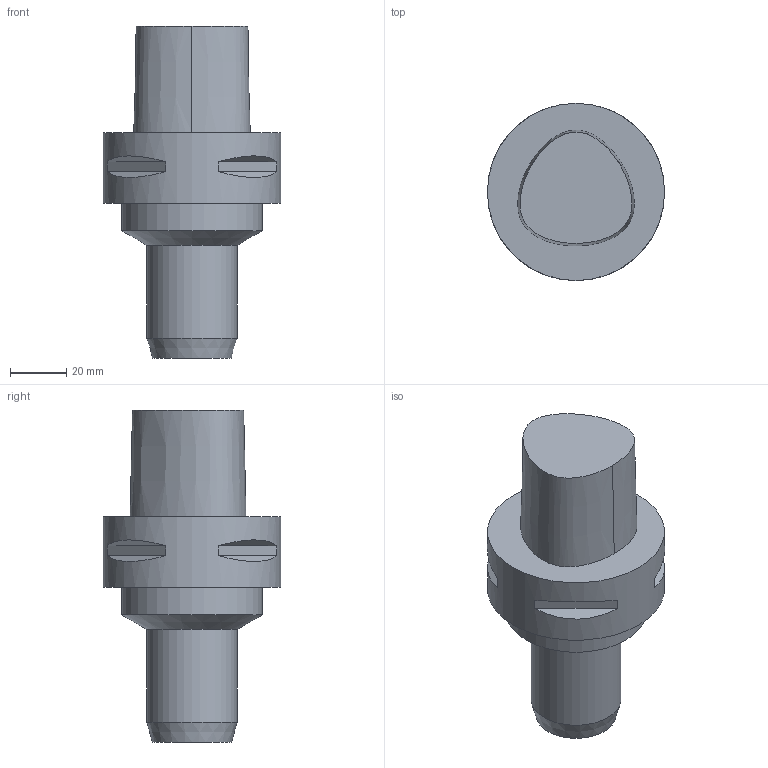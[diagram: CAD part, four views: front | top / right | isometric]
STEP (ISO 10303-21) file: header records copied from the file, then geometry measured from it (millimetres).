
FILE_DESCRIPTION(/* description */ (''),/* implementation_level */ '2;1');
FILE_NAME(/* name */ 'C6-HC12-080_Basic.stp',/* time_stamp */ '2022-04-13T10:06:27+06:00',/* author */ (''),/* organization */ (''),/* preprocessor_version */ 'ST-DEVELOPER v16.7',/* originating_system */ 'SIEMENS PLM Software NX 12.0',/* authorisation */ '');
FILE_SCHEMA (('AUTOMOTIVE_DESIGN { 1 0 10303 214 3 1 1 1 }'));
Length unit declared in the file: millimetre
Products named in the file (1): inpu8D40A81B69xp
Bounding box: 63 x 63 x 118 mm (x, y, z)
Volume: 176911.7 mm3; surface area: 23535 mm2
Topology: 1 solids, 1 shells, 25 faces, 48 edges, 35 vertices
Faces by surface type: plane 17, cylinder 4, bspline 2, cone 2
Full cylindrical faces by diameter (mm): 12 x1, 32 x1, 50 x1, 63 x1
Entity records: 815 total; most frequent: CARTESIAN_POINT 270, DIRECTION 106, ORIENTED_EDGE 78, AXIS2_PLACEMENT_3D 44, EDGE_CURVE 39, EDGE_LOOP 38, VERTEX_POINT 29, ADVANCED_FACE 25
